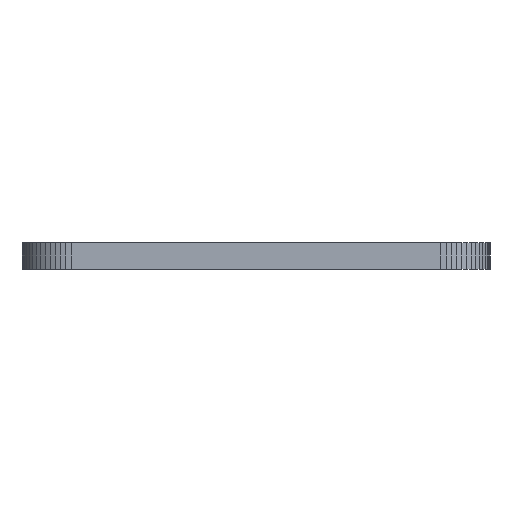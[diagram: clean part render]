
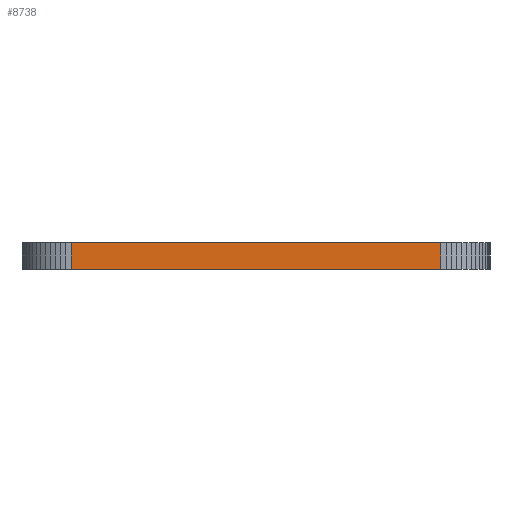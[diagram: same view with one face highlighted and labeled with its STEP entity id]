
A CAD part, left-side view. The second image highlights one B-rep face of the part: STEP entity #8738.
In plain terms, the highlighted planar face has unit normal (-1, 0, 0).
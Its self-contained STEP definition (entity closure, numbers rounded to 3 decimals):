
#90 = PLANE('',#91);
#91 = AXIS2_PLACEMENT_3D('',#92,#93,#94);
#92 = CARTESIAN_POINT('',(-41.143,-223.842,1.58));
#93 = DIRECTION('',(-0.,-0.,-1.));
#94 = DIRECTION('',(-1.,0.,0.));
#144 = PLANE('',#145);
#145 = AXIS2_PLACEMENT_3D('',#146,#147,#148);
#146 = CARTESIAN_POINT('',(-41.143,-223.842,0.));
#147 = DIRECTION('',(-0.,-0.,-1.));
#148 = DIRECTION('',(-1.,0.,0.));
#1569 = VERTEX_POINT('',#1570);
#1570 = CARTESIAN_POINT('',(-80.,-235.379,0.));
#1584 = PLANE('',#1585);
#1585 = AXIS2_PLACEMENT_3D('',#1586,#1587,#1588);
#1586 = CARTESIAN_POINT('',(-79.981,-235.715,0.));
#1587 = DIRECTION('',(-0.998,-0.056,0.));
#1588 = DIRECTION('',(-0.056,0.998,0.));
#1596 = EDGE_CURVE('',#1569,#1597,#1599,.T.);
#1597 = VERTEX_POINT('',#1598);
#1598 = CARTESIAN_POINT('',(-80.,-213.,0.));
#1599 = SURFACE_CURVE('',#1600,(#1604,#1611),.PCURVE_S1.);
#1600 = LINE('',#1601,#1602);
#1601 = CARTESIAN_POINT('',(-80.,-235.379,0.));
#1602 = VECTOR('',#1603,1.);
#1603 = DIRECTION('',(0.,1.,0.));
#1604 = PCURVE('',#144,#1605);
#1605 = DEFINITIONAL_REPRESENTATION('',(#1606),#1610);
#1606 = LINE('',#1607,#1608);
#1607 = CARTESIAN_POINT('',(38.857,-11.537));
#1608 = VECTOR('',#1609,1.);
#1609 = DIRECTION('',(0.,1.));
#1610 = ( GEOMETRIC_REPRESENTATION_CONTEXT(2) 
PARAMETRIC_REPRESENTATION_CONTEXT() REPRESENTATION_CONTEXT('2D SPACE',''
  ) );
#1611 = PCURVE('',#1612,#1617);
#1612 = PLANE('',#1613);
#1613 = AXIS2_PLACEMENT_3D('',#1614,#1615,#1616);
#1614 = CARTESIAN_POINT('',(-80.,-235.379,0.));
#1615 = DIRECTION('',(-1.,0.,0.));
#1616 = DIRECTION('',(0.,1.,0.));
#1617 = DEFINITIONAL_REPRESENTATION('',(#1618),#1622);
#1618 = LINE('',#1619,#1620);
#1619 = CARTESIAN_POINT('',(0.,0.));
#1620 = VECTOR('',#1621,1.);
#1621 = DIRECTION('',(1.,0.));
#1622 = ( GEOMETRIC_REPRESENTATION_CONTEXT(2) 
PARAMETRIC_REPRESENTATION_CONTEXT() REPRESENTATION_CONTEXT('2D SPACE',''
  ) );
#1640 = PLANE('',#1641);
#1641 = AXIS2_PLACEMENT_3D('',#1642,#1643,#1644);
#1642 = CARTESIAN_POINT('',(-80.,-213.,0.));
#1643 = DIRECTION('',(-0.998,0.056,0.));
#1644 = DIRECTION('',(0.056,0.998,0.));
#5495 = VERTEX_POINT('',#5496);
#5496 = CARTESIAN_POINT('',(-80.,-235.379,1.58));
#5517 = EDGE_CURVE('',#5495,#5518,#5520,.T.);
#5518 = VERTEX_POINT('',#5519);
#5519 = CARTESIAN_POINT('',(-80.,-213.,1.58));
#5520 = SURFACE_CURVE('',#5521,(#5525,#5532),.PCURVE_S1.);
#5521 = LINE('',#5522,#5523);
#5522 = CARTESIAN_POINT('',(-80.,-235.379,1.58));
#5523 = VECTOR('',#5524,1.);
#5524 = DIRECTION('',(0.,1.,0.));
#5525 = PCURVE('',#90,#5526);
#5526 = DEFINITIONAL_REPRESENTATION('',(#5527),#5531);
#5527 = LINE('',#5528,#5529);
#5528 = CARTESIAN_POINT('',(38.857,-11.537));
#5529 = VECTOR('',#5530,1.);
#5530 = DIRECTION('',(0.,1.));
#5531 = ( GEOMETRIC_REPRESENTATION_CONTEXT(2) 
PARAMETRIC_REPRESENTATION_CONTEXT() REPRESENTATION_CONTEXT('2D SPACE',''
  ) );
#5532 = PCURVE('',#1612,#5533);
#5533 = DEFINITIONAL_REPRESENTATION('',(#5534),#5538);
#5534 = LINE('',#5535,#5536);
#5535 = CARTESIAN_POINT('',(0.,-1.58));
#5536 = VECTOR('',#5537,1.);
#5537 = DIRECTION('',(1.,0.));
#5538 = ( GEOMETRIC_REPRESENTATION_CONTEXT(2) 
PARAMETRIC_REPRESENTATION_CONTEXT() REPRESENTATION_CONTEXT('2D SPACE',''
  ) );
#8688 = EDGE_CURVE('',#1597,#5518,#8689,.T.);
#8689 = SURFACE_CURVE('',#8690,(#8694,#8701),.PCURVE_S1.);
#8690 = LINE('',#8691,#8692);
#8691 = CARTESIAN_POINT('',(-80.,-213.,0.));
#8692 = VECTOR('',#8693,1.);
#8693 = DIRECTION('',(0.,0.,1.));
#8694 = PCURVE('',#1640,#8695);
#8695 = DEFINITIONAL_REPRESENTATION('',(#8696),#8700);
#8696 = LINE('',#8697,#8698);
#8697 = CARTESIAN_POINT('',(0.,0.));
#8698 = VECTOR('',#8699,1.);
#8699 = DIRECTION('',(0.,-1.));
#8700 = ( GEOMETRIC_REPRESENTATION_CONTEXT(2) 
PARAMETRIC_REPRESENTATION_CONTEXT() REPRESENTATION_CONTEXT('2D SPACE',''
  ) );
#8701 = PCURVE('',#1612,#8702);
#8702 = DEFINITIONAL_REPRESENTATION('',(#8703),#8707);
#8703 = LINE('',#8704,#8705);
#8704 = CARTESIAN_POINT('',(22.379,0.));
#8705 = VECTOR('',#8706,1.);
#8706 = DIRECTION('',(0.,-1.));
#8707 = ( GEOMETRIC_REPRESENTATION_CONTEXT(2) 
PARAMETRIC_REPRESENTATION_CONTEXT() REPRESENTATION_CONTEXT('2D SPACE',''
  ) );
#8738 = ADVANCED_FACE('',(#8739),#1612,.T.);
#8739 = FACE_BOUND('',#8740,.T.);
#8740 = EDGE_LOOP('',(#8741,#8762,#8763,#8764));
#8741 = ORIENTED_EDGE('',*,*,#8742,.T.);
#8742 = EDGE_CURVE('',#1569,#5495,#8743,.T.);
#8743 = SURFACE_CURVE('',#8744,(#8748,#8755),.PCURVE_S1.);
#8744 = LINE('',#8745,#8746);
#8745 = CARTESIAN_POINT('',(-80.,-235.379,0.));
#8746 = VECTOR('',#8747,1.);
#8747 = DIRECTION('',(0.,0.,1.));
#8748 = PCURVE('',#1612,#8749);
#8749 = DEFINITIONAL_REPRESENTATION('',(#8750),#8754);
#8750 = LINE('',#8751,#8752);
#8751 = CARTESIAN_POINT('',(0.,0.));
#8752 = VECTOR('',#8753,1.);
#8753 = DIRECTION('',(0.,-1.));
#8754 = ( GEOMETRIC_REPRESENTATION_CONTEXT(2) 
PARAMETRIC_REPRESENTATION_CONTEXT() REPRESENTATION_CONTEXT('2D SPACE',''
  ) );
#8755 = PCURVE('',#1584,#8756);
#8756 = DEFINITIONAL_REPRESENTATION('',(#8757),#8761);
#8757 = LINE('',#8758,#8759);
#8758 = CARTESIAN_POINT('',(0.336,0.));
#8759 = VECTOR('',#8760,1.);
#8760 = DIRECTION('',(0.,-1.));
#8761 = ( GEOMETRIC_REPRESENTATION_CONTEXT(2) 
PARAMETRIC_REPRESENTATION_CONTEXT() REPRESENTATION_CONTEXT('2D SPACE',''
  ) );
#8762 = ORIENTED_EDGE('',*,*,#5517,.T.);
#8763 = ORIENTED_EDGE('',*,*,#8688,.F.);
#8764 = ORIENTED_EDGE('',*,*,#1596,.F.);
